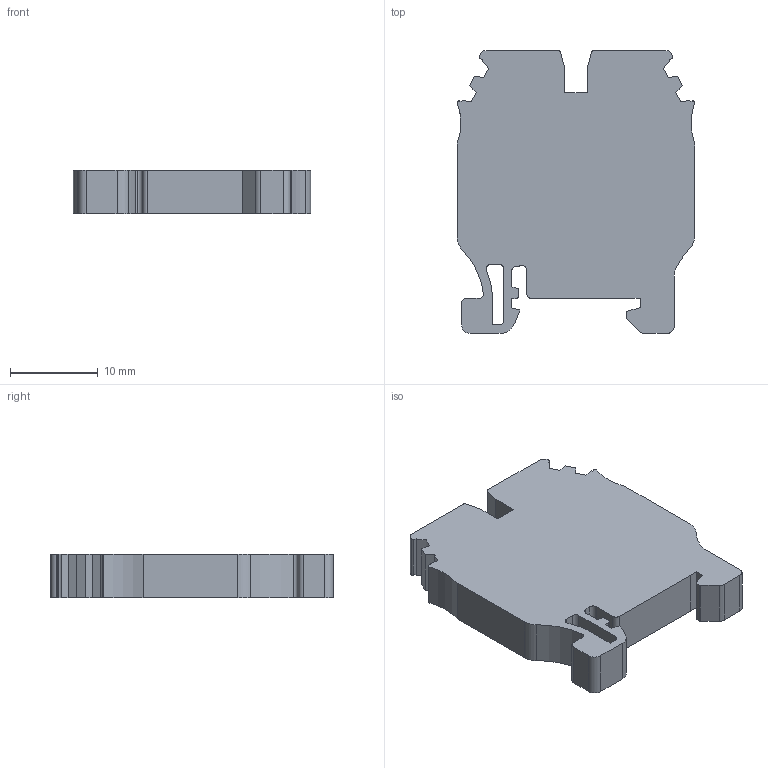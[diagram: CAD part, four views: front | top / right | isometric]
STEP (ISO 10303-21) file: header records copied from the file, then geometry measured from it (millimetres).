
FILE_DESCRIPTION (( 'STEP AP214' ), '1' );
FILE_NAME ('KN-M12GRY.step', '2015-05-04T11:26:53', ( '' ), ( '' ), 'SwSTEP 2.0', 'SolidWorks 2014', '' );
FILE_SCHEMA (( 'AUTOMOTIVE_DESIGN' ));
Length unit declared in the file: millimetre
Products named in the file (1): KN-M12GRY
Bounding box: 27 x 32.2 x 5 mm (x, y, z)
Volume: 3507.5 mm3; surface area: 2360.2 mm2
Topology: 1 solids, 1 shells, 104 faces, 300 edges, 200 vertices
Faces by surface type: plane 64, cylinder 40
Entity records: 3462 total; most frequent: CARTESIAN_POINT 605, ORIENTED_EDGE 600, DIRECTION 590, EDGE_CURVE 300, LINE 220, VECTOR 220, VERTEX_POINT 200, AXIS2_PLACEMENT_3D 185
